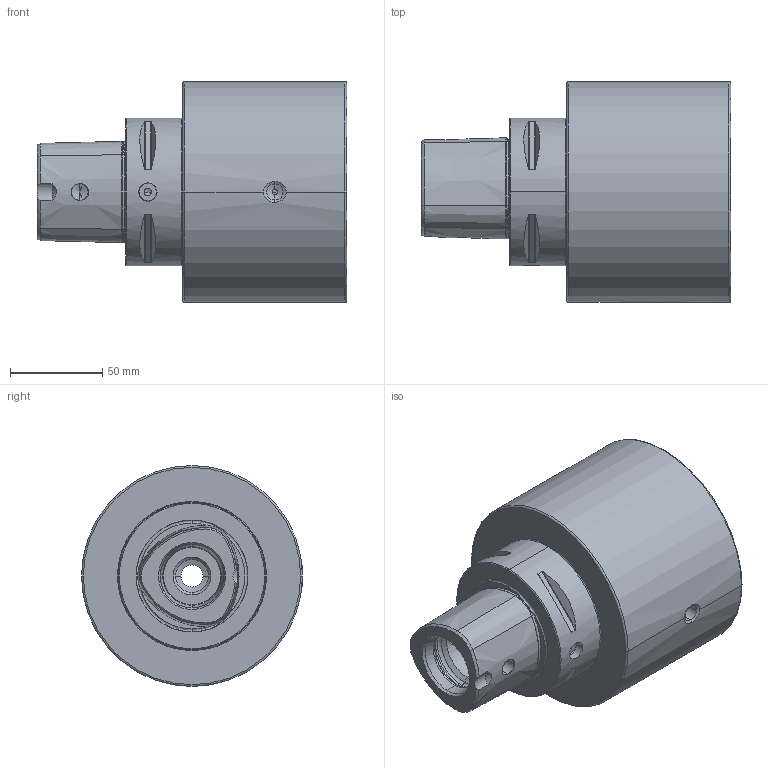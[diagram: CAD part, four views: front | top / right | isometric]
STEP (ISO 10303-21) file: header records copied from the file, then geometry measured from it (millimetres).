
FILE_DESCRIPTION (( 'STEP AP214' ), '1' );
FILE_NAME ('PS8.HD5.120.120.STEP', '2023-06-08T09:21:48', ( '' ), ( '' ), 'SwSTEP 2.0', 'SolidWorks 2017', '' );
FILE_SCHEMA (( 'AUTOMOTIVE_DESIGN' ));
Length unit declared in the file: millimetre
Products named in the file (2): PS8-HD5.120.120_A; PS8.HD5.120.120
Assembly tree (1 placements, depth 2):
  PS8.HD5.120.120
    PS8-HD5.120.120_A
Bounding box: 168 x 120 x 120 mm (x, y, z)
Volume: 1064544.7 mm3; surface area: 91812.3 mm2
Topology: 1 solids, 1 shells, 167 faces, 387 edges, 228 vertices
Faces by surface type: cone 51, torus 50, cylinder 41, plane 25
Entity records: 5465 total; most frequent: CARTESIAN_POINT 1563, DIRECTION 864, ORIENTED_EDGE 766, EDGE_CURVE 383, AXIS2_PLACEMENT_3D 380, VERTEX_POINT 228, CIRCLE 209, EDGE_LOOP 183
